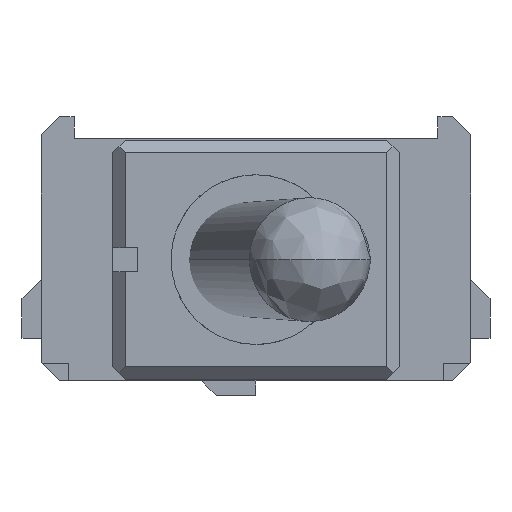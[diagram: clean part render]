
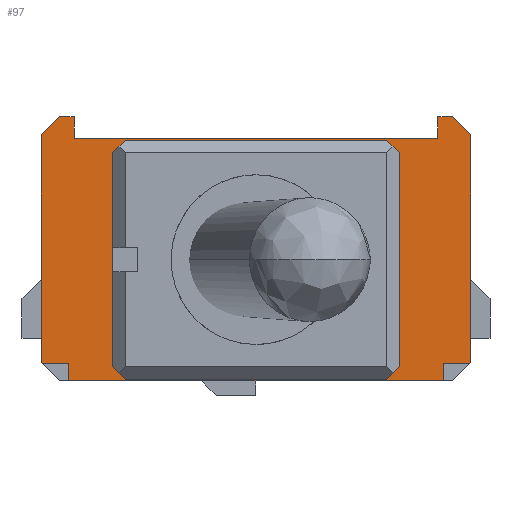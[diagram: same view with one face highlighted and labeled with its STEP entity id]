
A CAD part, front view. The second image highlights one B-rep face of the part: STEP entity #97.
In plain terms, the highlighted planar face has unit normal (0, -1, 0).
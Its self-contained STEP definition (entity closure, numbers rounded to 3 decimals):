
#22=FACE_BOUND('',#294,.T.);
#97=ADVANCED_FACE('',(#193,#22),#1535,.T.);
#193=FACE_OUTER_BOUND('',#293,.T.);
#293=EDGE_LOOP('',(#691,#692,#693,#694,#695,#696,#697,#698,#699,#700,#701,
#702,#703,#704,#705,#706));
#294=EDGE_LOOP('',(#707,#708,#709,#710,#711,#712,#713,#714));
#691=ORIENTED_EDGE('',*,*,#902,.F.);
#692=ORIENTED_EDGE('',*,*,#995,.F.);
#693=ORIENTED_EDGE('',*,*,#895,.F.);
#694=ORIENTED_EDGE('',*,*,#892,.F.);
#695=ORIENTED_EDGE('',*,*,#888,.F.);
#696=ORIENTED_EDGE('',*,*,#992,.F.);
#697=ORIENTED_EDGE('',*,*,#982,.F.);
#698=ORIENTED_EDGE('',*,*,#927,.T.);
#699=ORIENTED_EDGE('',*,*,#924,.T.);
#700=ORIENTED_EDGE('',*,*,#979,.F.);
#701=ORIENTED_EDGE('',*,*,#917,.T.);
#702=ORIENTED_EDGE('',*,*,#919,.T.);
#703=ORIENTED_EDGE('',*,*,#978,.F.);
#704=ORIENTED_EDGE('',*,*,#1005,.F.);
#705=ORIENTED_EDGE('',*,*,#907,.F.);
#706=ORIENTED_EDGE('',*,*,#911,.F.);
#707=ORIENTED_EDGE('',*,*,#808,.T.);
#708=ORIENTED_EDGE('',*,*,#1011,.T.);
#709=ORIENTED_EDGE('',*,*,#1006,.T.);
#710=ORIENTED_EDGE('',*,*,#1009,.T.);
#711=ORIENTED_EDGE('',*,*,#812,.T.);
#712=ORIENTED_EDGE('',*,*,#1010,.T.);
#713=ORIENTED_EDGE('',*,*,#834,.T.);
#714=ORIENTED_EDGE('',*,*,#827,.T.);
#808=EDGE_CURVE('',#1295,#1294,#1069,.T.);
#812=EDGE_CURVE('',#1299,#1298,#1073,.T.);
#827=EDGE_CURVE('',#1312,#1295,#1088,.T.);
#834=EDGE_CURVE('',#1316,#1312,#1095,.T.);
#888=EDGE_CURVE('',#1348,#1349,#1147,.T.);
#892=EDGE_CURVE('',#1349,#1352,#1151,.T.);
#895=EDGE_CURVE('',#1352,#1354,#1154,.T.);
#902=EDGE_CURVE('',#1360,#1361,#1161,.T.);
#907=EDGE_CURVE('',#1366,#1367,#1166,.T.);
#911=EDGE_CURVE('',#1361,#1366,#1170,.T.);
#917=EDGE_CURVE('',#1372,#1373,#1176,.T.);
#919=EDGE_CURVE('',#1373,#1374,#1178,.T.);
#924=EDGE_CURVE('',#1380,#1379,#1183,.T.);
#927=EDGE_CURVE('',#1381,#1380,#1186,.T.);
#978=EDGE_CURVE('',#1419,#1374,#1237,.T.);
#979=EDGE_CURVE('',#1372,#1379,#1238,.T.);
#982=EDGE_CURVE('',#1381,#1420,#1241,.T.);
#992=EDGE_CURVE('',#1420,#1348,#1251,.T.);
#995=EDGE_CURVE('',#1354,#1360,#1254,.T.);
#1005=EDGE_CURVE('',#1367,#1419,#1264,.T.);
#1006=EDGE_CURVE('',#1426,#1427,#1265,.T.);
#1009=EDGE_CURVE('',#1427,#1299,#1268,.T.);
#1010=EDGE_CURVE('',#1298,#1316,#1269,.T.);
#1011=EDGE_CURVE('',#1294,#1426,#1270,.T.);
#1069=B_SPLINE_CURVE_WITH_KNOTS('',1,(#2045,#2046),.UNSPECIFIED.,.F.,.F.,
(2,2),(-0.216,0.),.UNSPECIFIED.);
#1073=B_SPLINE_CURVE_WITH_KNOTS('',1,(#2053,#2054),.UNSPECIFIED.,.F.,.F.,
(2,2),(-0.216,0.),.UNSPECIFIED.);
#1088=B_SPLINE_CURVE_WITH_KNOTS('',1,(#2083,#2084),.UNSPECIFIED.,.F.,.F.,
(2,2),(-0.014,0.),.UNSPECIFIED.);
#1095=B_SPLINE_CURVE_WITH_KNOTS('',1,(#2097,#2098),.UNSPECIFIED.,.F.,.F.,
(2,2),(-0.177,0.),.UNSPECIFIED.);
#1147=B_SPLINE_CURVE_WITH_KNOTS('',1,(#2211,#2212),.UNSPECIFIED.,.F.,.F.,
(2,2),(0.,0.021),.UNSPECIFIED.);
#1151=B_SPLINE_CURVE_WITH_KNOTS('',1,(#2219,#2220),.UNSPECIFIED.,.F.,.F.,
(2,2),(0.,0.012),.UNSPECIFIED.);
#1154=B_SPLINE_CURVE_WITH_KNOTS('',1,(#2225,#2226),.UNSPECIFIED.,.F.,.F.,
(2,2),(0.,0.018),.UNSPECIFIED.);
#1161=B_SPLINE_CURVE_WITH_KNOTS('',1,(#2239,#2240),.UNSPECIFIED.,.F.,.F.,
(2,2),(0.,0.018),.UNSPECIFIED.);
#1166=B_SPLINE_CURVE_WITH_KNOTS('',1,(#2249,#2250),.UNSPECIFIED.,.F.,.F.,
(2,2),(0.,0.021),.UNSPECIFIED.);
#1170=B_SPLINE_CURVE_WITH_KNOTS('',1,(#2257,#2258),.UNSPECIFIED.,.F.,.F.,
(2,2),(0.,0.012),.UNSPECIFIED.);
#1176=B_SPLINE_CURVE_WITH_KNOTS('',1,(#2269,#2270),.UNSPECIFIED.,.F.,.F.,
(2,2),(-0.015,0.),.UNSPECIFIED.);
#1178=B_SPLINE_CURVE_WITH_KNOTS('',1,(#2273,#2274),.UNSPECIFIED.,.F.,.F.,
(2,2),(-0.022,0.),.UNSPECIFIED.);
#1183=B_SPLINE_CURVE_WITH_KNOTS('',1,(#2283,#2284),.UNSPECIFIED.,.F.,.F.,
(2,2),(-0.014,0.),.UNSPECIFIED.);
#1186=B_SPLINE_CURVE_WITH_KNOTS('',1,(#2289,#2290),.UNSPECIFIED.,.F.,.F.,
(2,2),(-0.022,0.),.UNSPECIFIED.);
#1237=B_SPLINE_CURVE_WITH_KNOTS('',1,(#2391,#2392),.UNSPECIFIED.,.F.,.F.,
(2,2),(0.,0.001),.UNSPECIFIED.);
#1238=B_SPLINE_CURVE_WITH_KNOTS('',1,(#2393,#2394),.UNSPECIFIED.,.F.,.F.,
(2,2),(0.,0.309),.UNSPECIFIED.);
#1241=B_SPLINE_CURVE_WITH_KNOTS('',1,(#2399,#2400),.UNSPECIFIED.,.F.,.F.,
(2,2),(0.,0.001),.UNSPECIFIED.);
#1251=B_SPLINE_CURVE_WITH_KNOTS('',1,(#2419,#2420),.UNSPECIFIED.,.F.,.F.,
(2,2),(0.,0.188),.UNSPECIFIED.);
#1254=B_SPLINE_CURVE_WITH_KNOTS('',1,(#2425,#2426),.UNSPECIFIED.,.F.,.F.,
(2,2),(0.,0.3),.UNSPECIFIED.);
#1264=B_SPLINE_CURVE_WITH_KNOTS('',1,(#2445,#2446),.UNSPECIFIED.,.F.,.F.,
(2,2),(0.,0.188),.UNSPECIFIED.);
#1265=B_SPLINE_CURVE_WITH_KNOTS('',1,(#2447,#2448),.UNSPECIFIED.,.F.,.F.,
(2,2),(0.,0.177),.UNSPECIFIED.);
#1268=B_SPLINE_CURVE_WITH_KNOTS('',1,(#2453,#2454),.UNSPECIFIED.,.F.,.F.,
(2,2),(-0.014,0.),.UNSPECIFIED.);
#1269=B_SPLINE_CURVE_WITH_KNOTS('',1,(#2455,#2456),.UNSPECIFIED.,.F.,.F.,
(2,2),(-0.014,0.),.UNSPECIFIED.);
#1270=B_SPLINE_CURVE_WITH_KNOTS('',1,(#2457,#2458),.UNSPECIFIED.,.F.,.F.,
(2,2),(-0.014,0.),.UNSPECIFIED.);
#1294=VERTEX_POINT('',#1905);
#1295=VERTEX_POINT('',#1906);
#1298=VERTEX_POINT('',#1909);
#1299=VERTEX_POINT('',#1910);
#1312=VERTEX_POINT('',#1923);
#1316=VERTEX_POINT('',#1927);
#1348=VERTEX_POINT('',#1959);
#1349=VERTEX_POINT('',#1960);
#1352=VERTEX_POINT('',#1963);
#1354=VERTEX_POINT('',#1965);
#1360=VERTEX_POINT('',#1971);
#1361=VERTEX_POINT('',#1972);
#1366=VERTEX_POINT('',#1977);
#1367=VERTEX_POINT('',#1978);
#1372=VERTEX_POINT('',#1983);
#1373=VERTEX_POINT('',#1984);
#1374=VERTEX_POINT('',#1985);
#1379=VERTEX_POINT('',#1990);
#1380=VERTEX_POINT('',#1991);
#1381=VERTEX_POINT('',#1992);
#1419=VERTEX_POINT('',#2030);
#1420=VERTEX_POINT('',#2031);
#1426=VERTEX_POINT('',#2037);
#1427=VERTEX_POINT('',#2038);
#1535=PLANE('',#1707);
#1707=AXIS2_PLACEMENT_3D('',#1888,#1793,$);
#1793=DIRECTION('',(0.,-1.,0.));
#1888=CARTESIAN_POINT('',(97.364,10.645,24.305));
#1905=CARTESIAN_POINT('',(79.461,10.645,8.004));
#1906=CARTESIAN_POINT('',(73.974,10.645,8.004));
#1909=CARTESIAN_POINT('',(73.974,10.645,3.));
#1910=CARTESIAN_POINT('',(79.461,10.645,3.));
#1923=CARTESIAN_POINT('',(73.72,10.645,7.75));
#1927=CARTESIAN_POINT('',(73.72,10.645,3.254));
#1959=CARTESIAN_POINT('',(72.222,10.645,8.118));
#1960=CARTESIAN_POINT('',(72.603,10.645,8.499));
#1963=CARTESIAN_POINT('',(72.907,10.645,8.499));
#1965=CARTESIAN_POINT('',(72.907,10.645,8.042));
#1971=CARTESIAN_POINT('',(80.527,10.645,8.042));
#1972=CARTESIAN_POINT('',(80.527,10.645,8.499));
#1977=CARTESIAN_POINT('',(80.832,10.645,8.499));
#1978=CARTESIAN_POINT('',(81.213,10.645,8.118));
#1983=CARTESIAN_POINT('',(80.642,10.645,2.962));
#1984=CARTESIAN_POINT('',(80.642,10.645,3.33));
#1985=CARTESIAN_POINT('',(81.201,10.645,3.33));
#1990=CARTESIAN_POINT('',(72.793,10.645,2.962));
#1991=CARTESIAN_POINT('',(72.793,10.645,3.33));
#1992=CARTESIAN_POINT('',(72.234,10.645,3.33));
#2030=CARTESIAN_POINT('',(81.213,10.645,3.343));
#2031=CARTESIAN_POINT('',(72.222,10.645,3.343));
#2037=CARTESIAN_POINT('',(79.715,10.645,7.75));
#2038=CARTESIAN_POINT('',(79.715,10.645,3.254));
#2045=CARTESIAN_POINT('',(73.974,10.645,8.004));
#2046=CARTESIAN_POINT('',(79.461,10.645,8.004));
#2053=CARTESIAN_POINT('',(79.461,10.645,3.));
#2054=CARTESIAN_POINT('',(73.974,10.645,3.));
#2083=CARTESIAN_POINT('',(73.72,10.645,7.75));
#2084=CARTESIAN_POINT('',(73.974,10.645,8.004));
#2097=CARTESIAN_POINT('',(73.72,10.645,3.254));
#2098=CARTESIAN_POINT('',(73.72,10.645,7.75));
#2211=CARTESIAN_POINT('',(72.222,10.645,8.118));
#2212=CARTESIAN_POINT('',(72.603,10.645,8.499));
#2219=CARTESIAN_POINT('',(72.603,10.645,8.499));
#2220=CARTESIAN_POINT('',(72.907,10.645,8.499));
#2225=CARTESIAN_POINT('',(72.907,10.645,8.499));
#2226=CARTESIAN_POINT('',(72.907,10.645,8.042));
#2239=CARTESIAN_POINT('',(80.527,10.645,8.042));
#2240=CARTESIAN_POINT('',(80.527,10.645,8.499));
#2249=CARTESIAN_POINT('',(80.832,10.645,8.499));
#2250=CARTESIAN_POINT('',(81.213,10.645,8.118));
#2257=CARTESIAN_POINT('',(80.527,10.645,8.499));
#2258=CARTESIAN_POINT('',(80.832,10.645,8.499));
#2269=CARTESIAN_POINT('',(80.642,10.645,2.962));
#2270=CARTESIAN_POINT('',(80.642,10.645,3.33));
#2273=CARTESIAN_POINT('',(80.642,10.645,3.33));
#2274=CARTESIAN_POINT('',(81.201,10.645,3.33));
#2283=CARTESIAN_POINT('',(72.793,10.645,3.33));
#2284=CARTESIAN_POINT('',(72.793,10.645,2.962));
#2289=CARTESIAN_POINT('',(72.234,10.645,3.33));
#2290=CARTESIAN_POINT('',(72.793,10.645,3.33));
#2391=CARTESIAN_POINT('',(81.213,10.645,3.343));
#2392=CARTESIAN_POINT('',(81.201,10.645,3.33));
#2393=CARTESIAN_POINT('',(80.642,10.645,2.962));
#2394=CARTESIAN_POINT('',(72.793,10.645,2.962));
#2399=CARTESIAN_POINT('',(72.234,10.645,3.33));
#2400=CARTESIAN_POINT('',(72.222,10.645,3.343));
#2419=CARTESIAN_POINT('',(72.222,10.645,3.343));
#2420=CARTESIAN_POINT('',(72.222,10.645,8.118));
#2425=CARTESIAN_POINT('',(72.907,10.645,8.042));
#2426=CARTESIAN_POINT('',(80.527,10.645,8.042));
#2445=CARTESIAN_POINT('',(81.213,10.645,8.118));
#2446=CARTESIAN_POINT('',(81.213,10.645,3.343));
#2447=CARTESIAN_POINT('',(79.715,10.645,7.75));
#2448=CARTESIAN_POINT('',(79.715,10.645,3.254));
#2453=CARTESIAN_POINT('',(79.715,10.645,3.254));
#2454=CARTESIAN_POINT('',(79.461,10.645,3.));
#2455=CARTESIAN_POINT('',(73.974,10.645,3.));
#2456=CARTESIAN_POINT('',(73.72,10.645,3.254));
#2457=CARTESIAN_POINT('',(79.461,10.645,8.004));
#2458=CARTESIAN_POINT('',(79.715,10.645,7.75));
